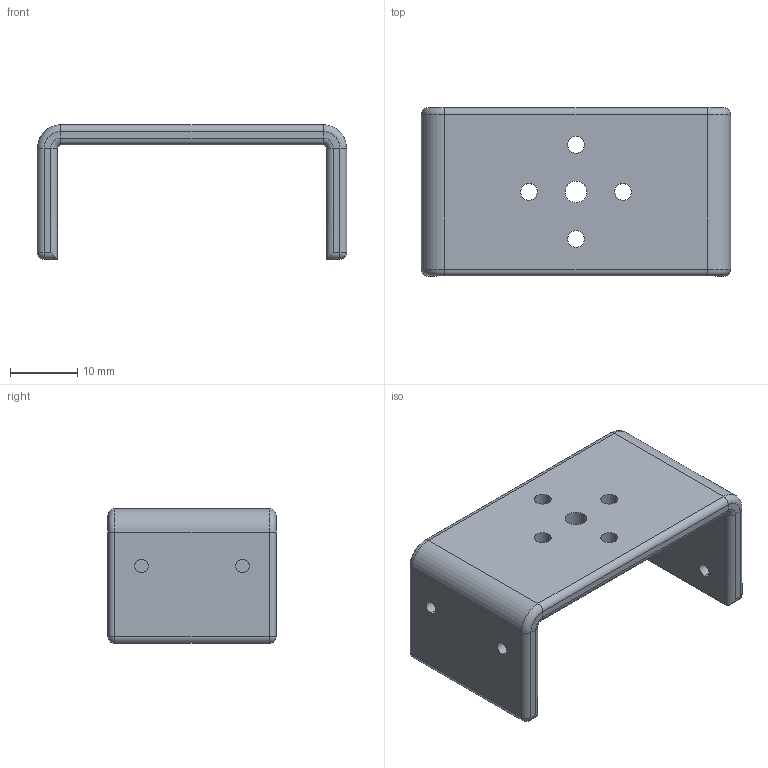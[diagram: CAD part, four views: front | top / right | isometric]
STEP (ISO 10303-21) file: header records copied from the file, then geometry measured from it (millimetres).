
FILE_DESCRIPTION (( 'STEP AP203' ), '1' );
FILE_NAME ('hip_z_to_hip_y-connecto_modified_Default_sldprt.STEP', '2021-11-09T01:32:50', ( '' ), ( '' ), 'SwSTEP 2.0', 'SolidWorks 2021', '' );
FILE_SCHEMA (( 'CONFIG_CONTROL_DESIGN' ));
Length unit declared in the file: millimetre
Products named in the file (1): hip_z_to_hip_y-connecto_modified_Default_sldprt
Bounding box: 46 x 25 x 20 mm (x, y, z)
Volume: 5661.8 mm3; surface area: 4503.5 mm2
Topology: 1 solids, 1 shells, 72 faces, 166 edges, 92 vertices
Faces by surface type: cylinder 42, plane 18, torus 8, sphere 4
Entity records: 2103 total; most frequent: DIRECTION 388, CARTESIAN_POINT 339, ORIENTED_EDGE 324, EDGE_CURVE 162, AXIS2_PLACEMENT_3D 157, EDGE_LOOP 92, VERTEX_POINT 92, CIRCLE 84
